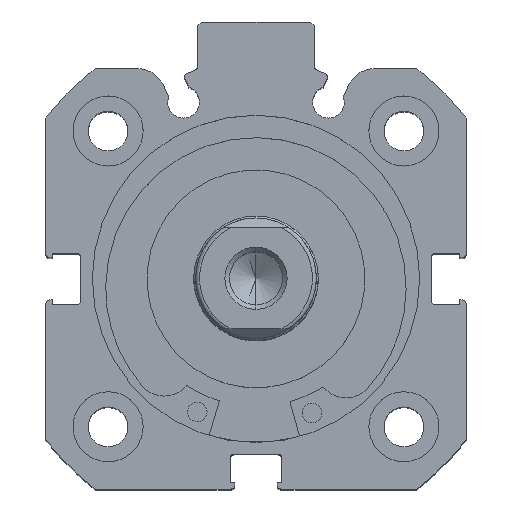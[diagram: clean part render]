
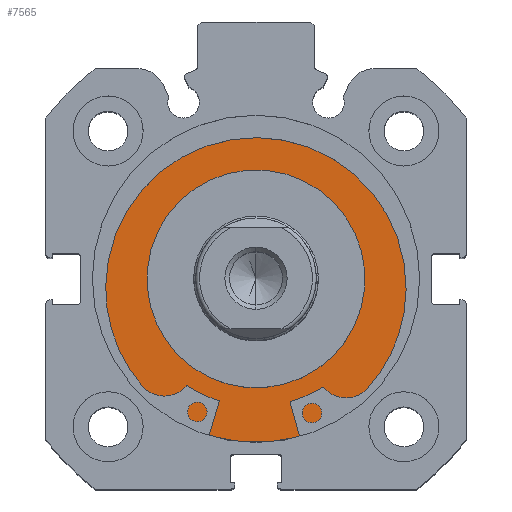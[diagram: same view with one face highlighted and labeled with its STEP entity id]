
A CAD part, top view. The second image highlights one B-rep face of the part: STEP entity #7565.
In plain terms, the highlighted face is planar.
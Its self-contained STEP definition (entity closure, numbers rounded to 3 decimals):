
#48 = CARTESIAN_POINT ( 'NONE',  ( 3.5, 0., 14. ) ) ;
#820 = CARTESIAN_POINT ( 'NONE',  ( 3.5, 21., 0. ) ) ;
#821 = PLANE ( 'NONE',  #1245 ) ;
#822 = DIRECTION ( 'NONE',  ( 1., 0., 0. ) ) ;
#823 = DIRECTION ( 'NONE',  ( 0., 0., -1. ) ) ;
#1245 = AXIS2_PLACEMENT_3D ( 'NONE', #820, #822, #823 ) ;
#1387 = VERTEX_POINT ( 'NONE', #2240 ) ;
#1977 = DIRECTION ( 'NONE',  ( 0., 0., 1. ) ) ;
#1978 = DIRECTION ( 'NONE',  ( -1., 0., 0. ) ) ;
#1980 = CARTESIAN_POINT ( 'NONE',  ( 3.5, 0., 0. ) ) ;
#2240 = CARTESIAN_POINT ( 'NONE',  ( 3.5, 0., -21. ) ) ;
#2811 = EDGE_CURVE ( 'NONE', #7214, #1387, #6966, .T. ) ;
#2817 = EDGE_CURVE ( 'NONE', #7258, #7225, #6975, .T. ) ;
#2825 = EDGE_CURVE ( 'NONE', #7225, #7258, #6985, .T. ) ;
#2826 = EDGE_CURVE ( 'NONE', #1387, #7214, #6986, .T. ) ;
#3321 = AXIS2_PLACEMENT_3D ( 'NONE', #1980, #1978, #1977 ) ;
#3323 = AXIS2_PLACEMENT_3D ( 'NONE', #3673, #7317, #7168 ) ;
#3330 = AXIS2_PLACEMENT_3D ( 'NONE', #3745, #3751, #3752 ) ;
#3331 = AXIS2_PLACEMENT_3D ( 'NONE', #3748, #3753, #3754 ) ;
#3673 = CARTESIAN_POINT ( 'NONE',  ( 3.5, 0., 0. ) ) ;
#3745 = CARTESIAN_POINT ( 'NONE',  ( 3.5, 0., 0. ) ) ;
#3748 = CARTESIAN_POINT ( 'NONE',  ( 3.5, 0., 0. ) ) ;
#3751 = DIRECTION ( 'NONE',  ( -1., 0., 0. ) ) ;
#3752 = DIRECTION ( 'NONE',  ( 0., 0., 1. ) ) ;
#3753 = DIRECTION ( 'NONE',  ( -1., 0., 0. ) ) ;
#3754 = DIRECTION ( 'NONE',  ( 0., 0., 1. ) ) ;
#4900 = CARTESIAN_POINT ( 'NONE',  ( 3.5, 0., 21. ) ) ;
#4911 = CARTESIAN_POINT ( 'NONE',  ( 3.5, 0., -14. ) ) ;
#5811 = FACE_BOUND ( 'NONE', #6790, .T. ) ;
#5814 = FACE_OUTER_BOUND ( 'NONE', #6781, .T. ) ;
#6481 = ORIENTED_EDGE ( 'NONE', *, *, #2826, .T. ) ;
#6482 = ORIENTED_EDGE ( 'NONE', *, *, #2811, .T. ) ;
#6483 = ORIENTED_EDGE ( 'NONE', *, *, #2825, .F. ) ;
#6580 = ORIENTED_EDGE ( 'NONE', *, *, #2817, .F. ) ;
#6781 = EDGE_LOOP ( 'NONE', ( #6482, #6481 ) ) ;
#6790 = EDGE_LOOP ( 'NONE', ( #6580, #6483 ) ) ;
#6966 = CIRCLE ( 'NONE', #3321, 21. ) ;
#6975 = CIRCLE ( 'NONE', #3323, 14. ) ;
#6985 = CIRCLE ( 'NONE', #3330, 14. ) ;
#6986 = CIRCLE ( 'NONE', #3331, 21. ) ;
#7168 = DIRECTION ( 'NONE',  ( 0., 0., 1. ) ) ;
#7214 = VERTEX_POINT ( 'NONE', #4900 ) ;
#7225 = VERTEX_POINT ( 'NONE', #4911 ) ;
#7258 = VERTEX_POINT ( 'NONE', #48 ) ;
#7317 = DIRECTION ( 'NONE',  ( -1., 0., 0. ) ) ;
#7565 = ADVANCED_FACE ( 'NONE', ( #5811, #5814 ), #821, .F. ) ;
